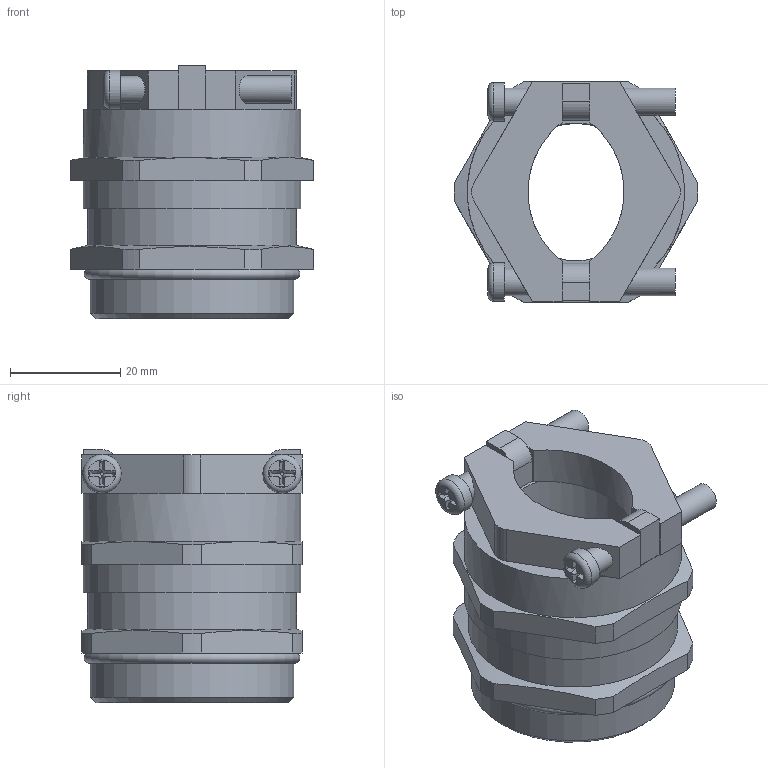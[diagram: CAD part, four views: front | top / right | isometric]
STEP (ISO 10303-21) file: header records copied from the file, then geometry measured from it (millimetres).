
FILE_DESCRIPTION(/* description */ ('STEP AP203'),/* implementation_level */ '2;1');
FILE_NAME(/* name */ '3D_WNKS-PG29(D18-25).stp',/* time_stamp */ '2026-03-04T10:56:09+03:00',/* author */ ('krute'),/* organization */ ('Î¢ÈíÖÐ¹ú'),/* preprocessor_version */ 'ST-DEVELOPER v20.1',/* originating_system */ 'Autodesk Inventor 2026',/* authorisation */ '');
FILE_SCHEMA (('CONFIG_CONTROL_DESIGN'));
Length unit declared in the file: millimetre
Products named in the file (1): 3D_1021130071001_WNKS-PG29(18-25)_V1.0
Bounding box: 44.29 x 40 x 46 mm (x, y, z)
Volume: 33165.1 mm3; surface area: 12131.9 mm2
Topology: 1 solids, 1 shells, 129 faces, 323 edges, 206 vertices
Faces by surface type: plane 86, cylinder 29, cone 11, torus 3
Full cylindrical faces by diameter (mm): 5 x4, 7 x2, 25 x1, 37 x1, 38 x1, 39.5 x2
Entity records: 3919 total; most frequent: CARTESIAN_POINT 740, DIRECTION 670, ORIENTED_EDGE 646, EDGE_CURVE 323, AXIS2_PLACEMENT_3D 236, VERTEX_POINT 206, LINE 198, VECTOR 198
